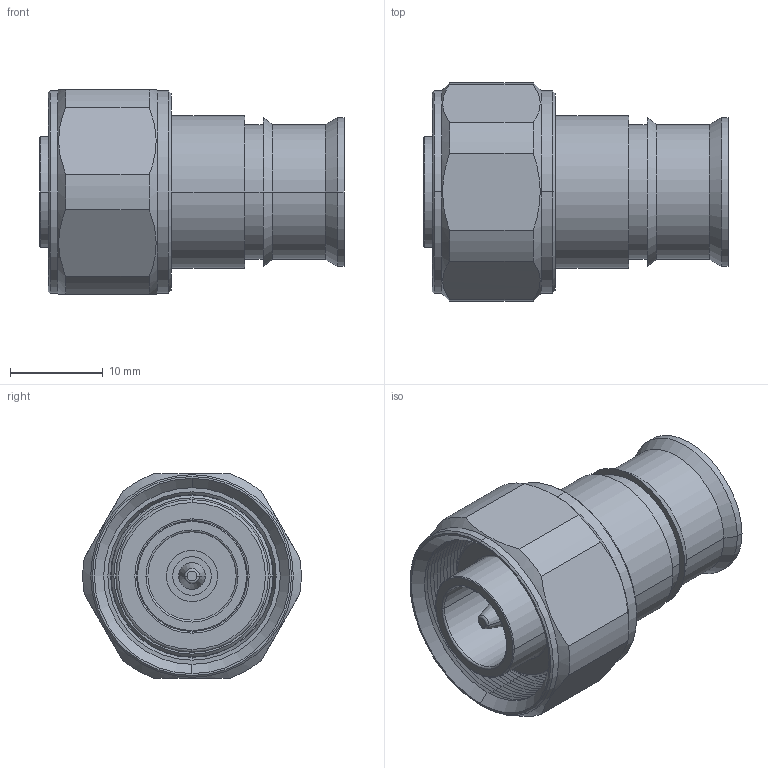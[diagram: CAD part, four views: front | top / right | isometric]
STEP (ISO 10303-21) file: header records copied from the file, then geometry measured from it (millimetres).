
FILE_DESCRIPTION (( 'STEP AP203' ), '1' );
FILE_NAME ('3190-6233(TC-500-4195M-LP).STEP', '2020-08-18T02:53:49', ( '' ), ( '' ), 'SwSTEP 2.0', 'SolidWorks 2018', '' );
FILE_SCHEMA (( 'CONFIG_CONTROL_DESIGN' ));
Length unit declared in the file: inch
Products named in the file (1): 3190-6233(TC-500-4195M-LP)
Bounding box: 32.7 x 23.46 x 22 mm (x, y, z)
Volume: 6170.5 mm3; surface area: 5950.6 mm2
Topology: 3 solids, 4 shells, 174 faces, 362 edges, 208 vertices
Faces by surface type: cone 80, cylinder 50, plane 26, torus 18
Entity records: 4945 total; most frequent: CARTESIAN_POINT 1041, DIRECTION 906, ORIENTED_EDGE 724, AXIS2_PLACEMENT_3D 385, EDGE_CURVE 362, CIRCLE 210, VERTEX_POINT 208, EDGE_LOOP 192
